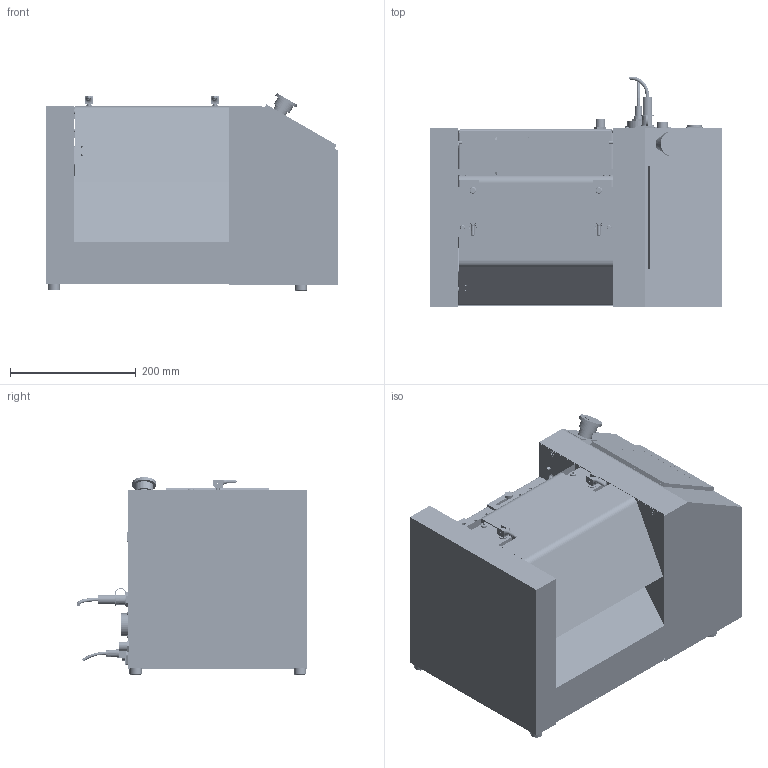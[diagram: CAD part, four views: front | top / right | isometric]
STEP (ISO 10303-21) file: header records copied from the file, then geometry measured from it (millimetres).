
FILE_DESCRIPTION(/* description */ (''),/* implementation_level */ '2;1');
FILE_NAME(/* name */ 'SM6.stp',/* time_stamp */ '2018-01-18T07:44:08-05:00',/* author */ ('ppanana'),/* organization */ (''),/* preprocessor_version */ 'ST-DEVELOPER v16.1',/* originating_system */ 'Autodesk Inventor 2016',/* authorisation */ '');
FILE_SCHEMA (('CONFIG_CONTROL_DESIGN'));
Products named in the file (1): SM6 SOLID MODEL
Bounding box: 462.59 x 366.63 x 314.25 mm (x, y, z)
Surface area: 2788472.7 mm2 (no closed solid volume)
Topology: 0 solids, 292 shells, 5287 faces, 12404 edges, 8075 vertices
Faces by surface type: plane 3517, cylinder 1354, cone 288, bspline 88, torus 25, sphere 15
Full cylindrical faces by diameter (mm): 0.5 x4, 0.6 x1, 1 x10, 1.022 x5, 1.5 x1, 1.6 x1, 1.8 x2, 2 x47, 2.1 x1, 2.459 x51, 2.5 x4, 2.642 x4, 2.644 x5, 2.8 x2, 2.879 x20, 3 x41, 3.242 x26, 3.3 x6, 3.4 x2, 3.5 x26, 3.556 x8, 4 x63, 4.134 x12, 4.2 x4, 4.343 x2, 4.413 x1, 4.5 x56, 4.534 x1, 4.7 x8, 4.826 x4
Entity records: 161754 total; most frequent: CARTESIAN_POINT 38863, DIRECTION 23915, ORIENTED_EDGE 21652, EDGE_CURVE 10826, AXIS2_PLACEMENT_3D 8107, VERTEX_POINT 7727, LINE 7701, VECTOR 7701
